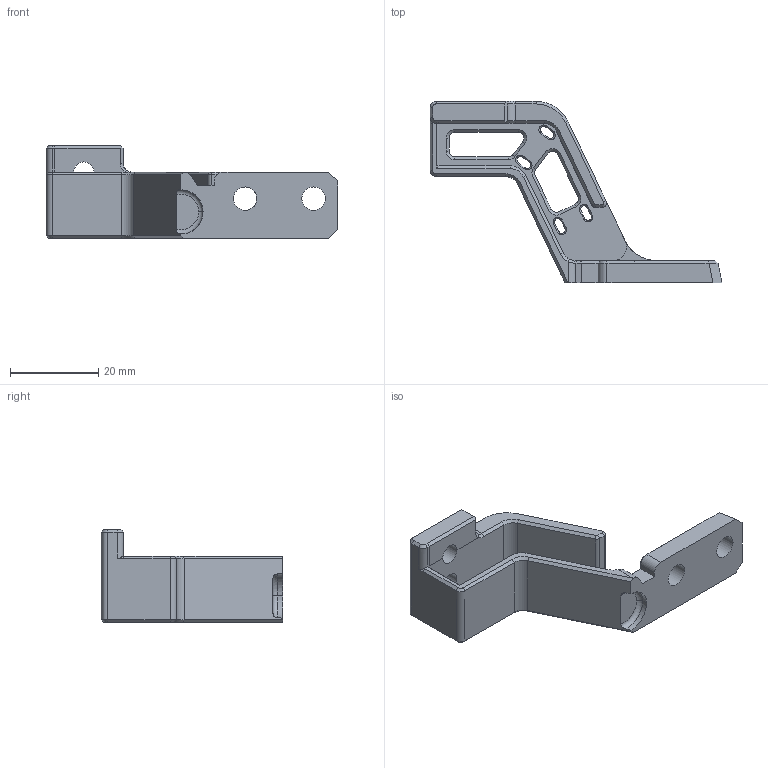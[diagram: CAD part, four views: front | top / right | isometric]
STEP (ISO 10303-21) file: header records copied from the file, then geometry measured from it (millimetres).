
FILE_DESCRIPTION(('FreeCAD Model'),'2;1');
FILE_NAME('Open CASCADE Shape Model','2023-12-01T02:04:27',( 'Lucas Langner - astrophoto.lionbit.com'),(''), 'Open CASCADE STEP processor 7.7','FreeCAD','Unknown');
FILE_SCHEMA(('AUTOMOTIVE_DESIGN { 1 0 10303 214 1 1 1 1 }'));
Length unit declared in the file: millimetre
Products named in the file (1): XY_Joint_CableBridge_IGUS
Bounding box: 66 x 41 x 21 mm (x, y, z)
Volume: 8772.7 mm3; surface area: 6365.4 mm2
Topology: 1 solids, 1 shells, 207 faces, 512 edges, 305 vertices
Faces by surface type: plane 115, cone 50, cylinder 36, bspline 4, torus 2
Full cylindrical faces by diameter (mm): 4.6 x2, 5.3 x2
Entity records: 13332 total; most frequent: CARTESIAN_POINT 2887, DIRECTION 1996, LINE 1294, VECTOR 1294, ORIENTED_EDGE 1024, PCURVE 1024, DEFINITIONAL_REPRESENTATION 1024, EDGE_CURVE 512
